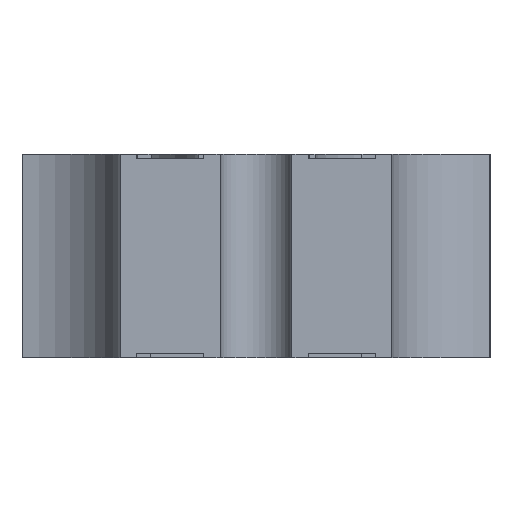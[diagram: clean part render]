
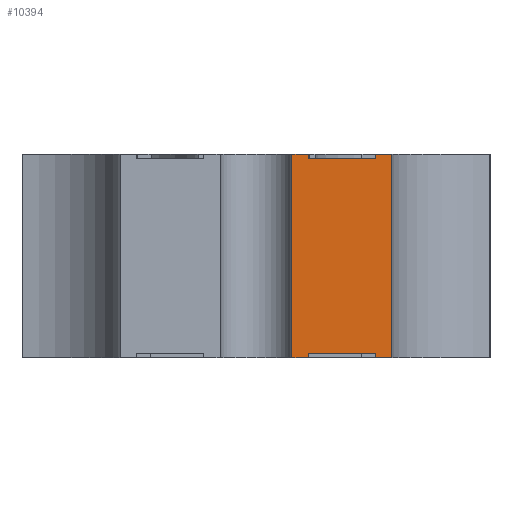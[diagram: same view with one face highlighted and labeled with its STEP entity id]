
A CAD part, left-side view. The second image highlights one B-rep face of the part: STEP entity #10394.
In plain terms, the highlighted planar face has unit normal (-1, 0, 0).
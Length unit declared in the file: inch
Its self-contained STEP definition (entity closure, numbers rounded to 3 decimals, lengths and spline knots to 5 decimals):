
#67 = CARTESIAN_POINT ( 'NONE',  ( -0.28, -0.1025, 0.087 ) ) ;
#269 = PLANE ( 'NONE',  #5592 ) ;
#458 = DIRECTION ( 'NONE',  ( 0., 0., -1. ) ) ;
#705 = EDGE_CURVE ( 'NONE', #17635, #1395, #17303, .T. ) ;
#800 = CARTESIAN_POINT ( 'NONE',  ( -0.28, -0.05807, 0. ) ) ;
#858 = LINE ( 'NONE', #3827, #9807 ) ;
#885 = CARTESIAN_POINT ( 'NONE',  ( -0.28, -0.1025, 0.087 ) ) ;
#957 = DIRECTION ( 'NONE',  ( 0., 1., 0. ) ) ;
#986 = EDGE_CURVE ( 'NONE', #3943, #15754, #17650, .T. ) ;
#1395 = VERTEX_POINT ( 'NONE', #5696 ) ;
#1629 = VECTOR ( 'NONE', #5901, 39.37008 ) ;
#2003 = VERTEX_POINT ( 'NONE', #2784 ) ;
#2452 = EDGE_CURVE ( 'NONE', #16410, #5296, #10659, .T. ) ;
#2465 = VERTEX_POINT ( 'NONE', #800 ) ;
#2493 = ORIENTED_EDGE ( 'NONE', *, *, #16555, .F. ) ;
#2784 = CARTESIAN_POINT ( 'NONE',  ( -0.28, -0.0225, 0.087 ) ) ;
#2791 = CARTESIAN_POINT ( 'NONE',  ( -0.28, -0.0225, 0.085 ) ) ;
#3254 = EDGE_CURVE ( 'NONE', #1395, #5296, #11714, .T. ) ;
#3478 = CARTESIAN_POINT ( 'NONE',  ( -0.28, -0.051, 0.087 ) ) ;
#3827 = CARTESIAN_POINT ( 'NONE',  ( -0.28, 0., 0.085 ) ) ;
#3943 = VERTEX_POINT ( 'NONE', #12068 ) ;
#3986 = VECTOR ( 'NONE', #14308, 39.37008 ) ;
#4012 = ORIENTED_EDGE ( 'NONE', *, *, #18120, .T. ) ;
#4879 = CARTESIAN_POINT ( 'NONE',  ( -0.28, -0.0153, 0.002 ) ) ;
#5190 = CARTESIAN_POINT ( 'NONE',  ( -0.28, -0.051, 0.085 ) ) ;
#5296 = VERTEX_POINT ( 'NONE', #14624 ) ;
#5592 = AXIS2_PLACEMENT_3D ( 'NONE', #10694, #12036, #458 ) ;
#5610 = LINE ( 'NONE', #5794, #14545 ) ;
#5696 = CARTESIAN_POINT ( 'NONE',  ( -0.28, -0.0225, 0.002 ) ) ;
#5794 = CARTESIAN_POINT ( 'NONE',  ( -0.28, -0.051, 0.002 ) ) ;
#5901 = DIRECTION ( 'NONE',  ( 0., 1., 0. ) ) ;
#6018 = DIRECTION ( 'NONE',  ( 0., 1., 0. ) ) ;
#6748 = CARTESIAN_POINT ( 'NONE',  ( -0.28, -0.051, 0.087 ) ) ;
#7057 = ORIENTED_EDGE ( 'NONE', *, *, #3254, .F. ) ;
#7470 = VERTEX_POINT ( 'NONE', #5190 ) ;
#7501 = DIRECTION ( 'NONE',  ( 0., 0., 1. ) ) ;
#7641 = VECTOR ( 'NONE', #7501, 39.37008 ) ;
#7923 = CARTESIAN_POINT ( 'NONE',  ( -0.28, -0.0153, 0. ) ) ;
#8187 = EDGE_CURVE ( 'NONE', #15754, #7470, #17087, .T. ) ;
#8286 = ORIENTED_EDGE ( 'NONE', *, *, #2452, .T. ) ;
#8482 = CARTESIAN_POINT ( 'NONE',  ( -0.28, -0.0153, 0.087 ) ) ;
#8497 = CARTESIAN_POINT ( 'NONE',  ( -0.28, -0.05807, 0.002 ) ) ;
#8705 = CARTESIAN_POINT ( 'NONE',  ( -0.28, -0.051, 0.002 ) ) ;
#8801 = ORIENTED_EDGE ( 'NONE', *, *, #8187, .T. ) ;
#8838 = ORIENTED_EDGE ( 'NONE', *, *, #12350, .T. ) ;
#9078 = VECTOR ( 'NONE', #15975, 39.37008 ) ;
#9624 = ORIENTED_EDGE ( 'NONE', *, *, #986, .T. ) ;
#9664 = VECTOR ( 'NONE', #11971, 39.37008 ) ;
#9807 = VECTOR ( 'NONE', #957, 39.37008 ) ;
#10394 = ADVANCED_FACE ( 'NONE', ( #16605 ), #269, .F. ) ;
#10485 = ORIENTED_EDGE ( 'NONE', *, *, #14528, .T. ) ;
#10647 = LINE ( 'NONE', #13611, #7641 ) ;
#10659 = LINE ( 'NONE', #16477, #18631 ) ;
#10694 = CARTESIAN_POINT ( 'NONE',  ( -0.28, -0.05807, 0.002 ) ) ;
#10761 = DIRECTION ( 'NONE',  ( 0., -1., 0. ) ) ;
#10823 = VECTOR ( 'NONE', #14478, 39.37008 ) ;
#10844 = DIRECTION ( 'NONE',  ( 0., 0., -1. ) ) ;
#11067 = VERTEX_POINT ( 'NONE', #12642 ) ;
#11194 = VECTOR ( 'NONE', #6018, 39.37008 ) ;
#11442 = DIRECTION ( 'NONE',  ( 0., 0., 1. ) ) ;
#11611 = VERTEX_POINT ( 'NONE', #8482 ) ;
#11714 = LINE ( 'NONE', #17347, #10823 ) ;
#11971 = DIRECTION ( 'NONE',  ( 0., 0., -1. ) ) ;
#12036 = DIRECTION ( 'NONE',  ( 1., 0., 0. ) ) ;
#12068 = CARTESIAN_POINT ( 'NONE',  ( -0.28, -0.05807, 0.087 ) ) ;
#12268 = ORIENTED_EDGE ( 'NONE', *, *, #12717, .F. ) ;
#12350 = EDGE_CURVE ( 'NONE', #7470, #13342, #858, .T. ) ;
#12414 = ORIENTED_EDGE ( 'NONE', *, *, #18007, .T. ) ;
#12536 = VECTOR ( 'NONE', #13709, 39.37008 ) ;
#12642 = CARTESIAN_POINT ( 'NONE',  ( -0.28, -0.051, 0. ) ) ;
#12717 = EDGE_CURVE ( 'NONE', #11067, #17635, #5610, .T. ) ;
#12931 = CARTESIAN_POINT ( 'NONE',  ( -0.28, -0.05807, 0. ) ) ;
#13023 = LINE ( 'NONE', #12931, #9078 ) ;
#13220 = EDGE_CURVE ( 'NONE', #11067, #2465, #13023, .T. ) ;
#13342 = VERTEX_POINT ( 'NONE', #2791 ) ;
#13353 = EDGE_LOOP ( 'NONE', ( #12268, #18649, #2493, #9624, #8801, #8838, #12414, #4012, #10485, #8286, #7057, #15929 ) ) ;
#13611 = CARTESIAN_POINT ( 'NONE',  ( -0.28, -0.0225, 0.087 ) ) ;
#13709 = DIRECTION ( 'NONE',  ( 0., 1., 0. ) ) ;
#14308 = DIRECTION ( 'NONE',  ( 0., 0., -1. ) ) ;
#14478 = DIRECTION ( 'NONE',  ( 0., 0., -1. ) ) ;
#14528 = EDGE_CURVE ( 'NONE', #11611, #16410, #17978, .T. ) ;
#14545 = VECTOR ( 'NONE', #11442, 39.37008 ) ;
#14624 = CARTESIAN_POINT ( 'NONE',  ( -0.28, -0.0225, 0. ) ) ;
#14808 = CARTESIAN_POINT ( 'NONE',  ( -0.28, 0., 0.002 ) ) ;
#15126 = LINE ( 'NONE', #885, #12536 ) ;
#15653 = LINE ( 'NONE', #8497, #3986 ) ;
#15754 = VERTEX_POINT ( 'NONE', #6748 ) ;
#15929 = ORIENTED_EDGE ( 'NONE', *, *, #705, .F. ) ;
#15975 = DIRECTION ( 'NONE',  ( 0., -1., 0. ) ) ;
#16410 = VERTEX_POINT ( 'NONE', #7923 ) ;
#16477 = CARTESIAN_POINT ( 'NONE',  ( -0.28, -0.05807, 0. ) ) ;
#16555 = EDGE_CURVE ( 'NONE', #3943, #2465, #15653, .T. ) ;
#16605 = FACE_OUTER_BOUND ( 'NONE', #13353, .T. ) ;
#17087 = LINE ( 'NONE', #3478, #17246 ) ;
#17246 = VECTOR ( 'NONE', #10844, 39.37008 ) ;
#17303 = LINE ( 'NONE', #14808, #11194 ) ;
#17347 = CARTESIAN_POINT ( 'NONE',  ( -0.28, -0.0225, 0.002 ) ) ;
#17635 = VERTEX_POINT ( 'NONE', #8705 ) ;
#17650 = LINE ( 'NONE', #67, #1629 ) ;
#17978 = LINE ( 'NONE', #4879, #9664 ) ;
#18007 = EDGE_CURVE ( 'NONE', #13342, #2003, #10647, .T. ) ;
#18120 = EDGE_CURVE ( 'NONE', #2003, #11611, #15126, .T. ) ;
#18631 = VECTOR ( 'NONE', #10761, 39.37008 ) ;
#18649 = ORIENTED_EDGE ( 'NONE', *, *, #13220, .T. ) ;
